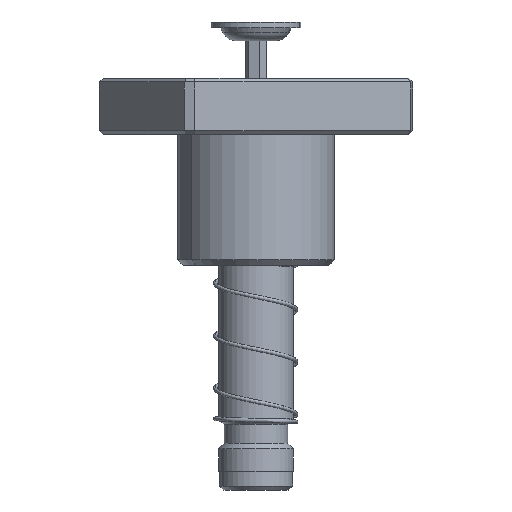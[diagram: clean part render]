
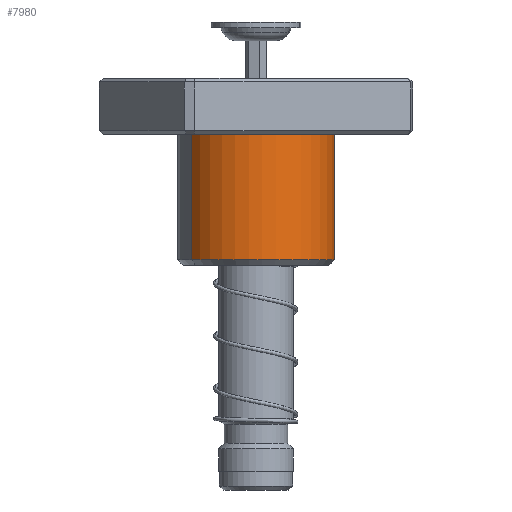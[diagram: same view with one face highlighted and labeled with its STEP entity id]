
A CAD part, front view. The second image highlights one B-rep face of the part: STEP entity #7980.
In plain terms, the highlighted cylindrical face has radius 21 mm (diameter 42 mm), a partial arc.
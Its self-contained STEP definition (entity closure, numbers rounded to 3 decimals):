
#433 = ORIENTED_EDGE ( 'NONE', *, *, #24082, .F. ) ;
#443 = VERTEX_POINT ( 'NONE', #4807 ) ;
#601 = ORIENTED_EDGE ( 'NONE', *, *, #7947, .T. ) ;
#1117 = LINE ( 'NONE', #9190, #13639 ) ;
#1720 = CARTESIAN_POINT ( 'NONE',  ( 0., 0., 48.5 ) ) ;
#2141 = CIRCLE ( 'NONE', #3232, 21. ) ;
#3232 = AXIS2_PLACEMENT_3D ( 'NONE', #24773, #16774, #8858 ) ;
#3312 = VERTEX_POINT ( 'NONE', #22326 ) ;
#4253 = DIRECTION ( 'NONE',  ( 0., 0., -1. ) ) ;
#4807 = CARTESIAN_POINT ( 'NONE',  ( -21., 0., 15. ) ) ;
#4838 = VERTEX_POINT ( 'NONE', #14721 ) ;
#5502 = ORIENTED_EDGE ( 'NONE', *, *, #22872, .T. ) ;
#5701 = ORIENTED_EDGE ( 'NONE', *, *, #11104, .T. ) ;
#6683 = CARTESIAN_POINT ( 'NONE',  ( 0., 0., 15. ) ) ;
#7151 = VECTOR ( 'NONE', #9196, 1000. ) ;
#7504 = ORIENTED_EDGE ( 'NONE', *, *, #20623, .T. ) ;
#7947 = EDGE_CURVE ( 'NONE', #11807, #443, #1117, .T. ) ;
#7980 = ADVANCED_FACE ( 'NONE', ( #22421 ), #18692, .T. ) ;
#8858 = DIRECTION ( 'NONE',  ( 1., 0., 0. ) ) ;
#8868 = CARTESIAN_POINT ( 'NONE',  ( 0., -21., 15. ) ) ;
#9190 = CARTESIAN_POINT ( 'NONE',  ( -21., 0., 50. ) ) ;
#9196 = DIRECTION ( 'NONE',  ( 0., 0., -1. ) ) ;
#9409 = DIRECTION ( 'NONE',  ( 1., 0., 0. ) ) ;
#11104 = EDGE_CURVE ( 'NONE', #443, #14273, #2141, .T. ) ;
#11446 = AXIS2_PLACEMENT_3D ( 'NONE', #6683, #14411, #24685 ) ;
#11807 = VERTEX_POINT ( 'NONE', #20871 ) ;
#13639 = VECTOR ( 'NONE', #17008, 1000. ) ;
#14273 = VERTEX_POINT ( 'NONE', #8868 ) ;
#14411 = DIRECTION ( 'NONE',  ( 0., 0., 1. ) ) ;
#14721 = CARTESIAN_POINT ( 'NONE',  ( 21., 0., 15. ) ) ;
#15160 = CARTESIAN_POINT ( 'NONE',  ( 21., 0., 50. ) ) ;
#16774 = DIRECTION ( 'NONE',  ( 0., 0., 1. ) ) ;
#17008 = DIRECTION ( 'NONE',  ( 0., 0., -1. ) ) ;
#17173 = CARTESIAN_POINT ( 'NONE',  ( 0., 0., 50. ) ) ;
#18692 = CYLINDRICAL_SURFACE ( 'NONE', #20619, 21. ) ;
#18997 = EDGE_LOOP ( 'NONE', ( #433, #5502, #601, #5701, #7504 ) ) ;
#19098 = LINE ( 'NONE', #15160, #7151 ) ;
#20619 = AXIS2_PLACEMENT_3D ( 'NONE', #17173, #21294, #23226 ) ;
#20623 = EDGE_CURVE ( 'NONE', #14273, #4838, #25116, .T. ) ;
#20871 = CARTESIAN_POINT ( 'NONE',  ( -21., 0., 48.5 ) ) ;
#21294 = DIRECTION ( 'NONE',  ( 0., 0., -1. ) ) ;
#21309 = CIRCLE ( 'NONE', #23494, 21. ) ;
#22326 = CARTESIAN_POINT ( 'NONE',  ( 21., 0., 48.5 ) ) ;
#22421 = FACE_OUTER_BOUND ( 'NONE', #18997, .T. ) ;
#22872 = EDGE_CURVE ( 'NONE', #3312, #11807, #21309, .T. ) ;
#23226 = DIRECTION ( 'NONE',  ( -1., 0., 0. ) ) ;
#23494 = AXIS2_PLACEMENT_3D ( 'NONE', #1720, #4253, #9409 ) ;
#24082 = EDGE_CURVE ( 'NONE', #3312, #4838, #19098, .T. ) ;
#24685 = DIRECTION ( 'NONE',  ( 1., 0., 0. ) ) ;
#24773 = CARTESIAN_POINT ( 'NONE',  ( 0., 0., 15. ) ) ;
#25116 = CIRCLE ( 'NONE', #11446, 21. ) ;
